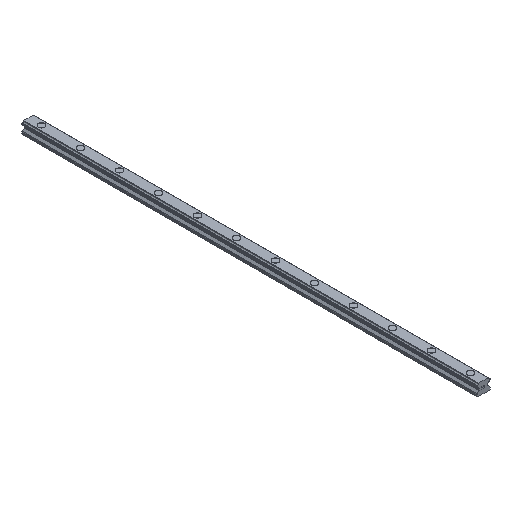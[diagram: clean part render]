
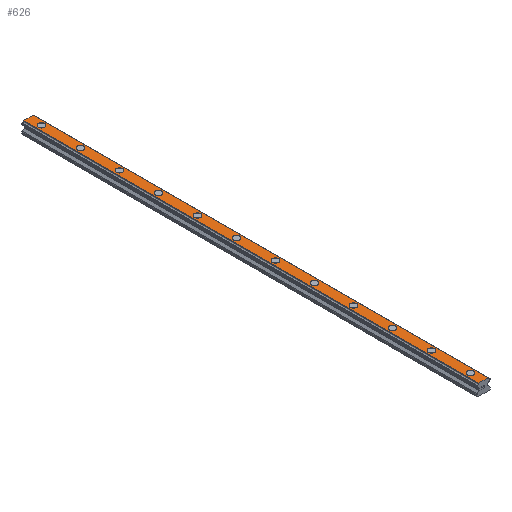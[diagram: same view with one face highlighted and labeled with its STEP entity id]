
A CAD part, isometric view. The second image highlights one B-rep face of the part: STEP entity #626.
In plain terms, the highlighted planar face has unit normal (0, 0, 1).
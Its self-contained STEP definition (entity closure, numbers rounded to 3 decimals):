
#626=ADVANCED_FACE('',(#1283,#1284,#1285,#1286,#1287,#1288,#1289,#1290,#1291,#1292,#1293,#1294,#1295),#1296,.T.);
#1283=FACE_BOUND('',#1976,.T.);
#1284=FACE_BOUND('',#1977,.T.);
#1285=FACE_BOUND('',#1978,.T.);
#1286=FACE_BOUND('',#1979,.T.);
#1287=FACE_BOUND('',#1980,.T.);
#1288=FACE_BOUND('',#1981,.T.);
#1289=FACE_BOUND('',#1982,.T.);
#1290=FACE_BOUND('',#1983,.T.);
#1291=FACE_BOUND('',#1984,.T.);
#1292=FACE_BOUND('',#1985,.T.);
#1293=FACE_BOUND('',#1986,.T.);
#1294=FACE_BOUND('',#1987,.T.);
#1295=FACE_OUTER_BOUND('',#1988,.T.);
#1296=PLANE('',#1989);
#1976=EDGE_LOOP('',(#3742,#3743));
#1977=EDGE_LOOP('',(#3744,#3745));
#1978=EDGE_LOOP('',(#3746,#3747));
#1979=EDGE_LOOP('',(#3748,#3749));
#1980=EDGE_LOOP('',(#3750,#3751));
#1981=EDGE_LOOP('',(#3752,#3753));
#1982=EDGE_LOOP('',(#3754,#3755));
#1983=EDGE_LOOP('',(#3756,#3757));
#1984=EDGE_LOOP('',(#3758,#3759));
#1985=EDGE_LOOP('',(#3760,#3761));
#1986=EDGE_LOOP('',(#3762,#3763));
#1987=EDGE_LOOP('',(#3764,#3765));
#1988=EDGE_LOOP('',(#3766,#3767,#3768,#3769));
#1989=AXIS2_PLACEMENT_3D('',#3770,#3771,#3772);
#3742=ORIENTED_EDGE('',*,*,#4083,.T.);
#3743=ORIENTED_EDGE('',*,*,#4545,.T.);
#3744=ORIENTED_EDGE('',*,*,#4073,.T.);
#3745=ORIENTED_EDGE('',*,*,#4551,.T.);
#3746=ORIENTED_EDGE('',*,*,#4063,.T.);
#3747=ORIENTED_EDGE('',*,*,#4557,.T.);
#3748=ORIENTED_EDGE('',*,*,#4053,.T.);
#3749=ORIENTED_EDGE('',*,*,#4563,.T.);
#3750=ORIENTED_EDGE('',*,*,#4043,.T.);
#3751=ORIENTED_EDGE('',*,*,#4569,.T.);
#3752=ORIENTED_EDGE('',*,*,#4033,.T.);
#3753=ORIENTED_EDGE('',*,*,#4575,.T.);
#3754=ORIENTED_EDGE('',*,*,#4023,.T.);
#3755=ORIENTED_EDGE('',*,*,#4581,.T.);
#3756=ORIENTED_EDGE('',*,*,#4013,.T.);
#3757=ORIENTED_EDGE('',*,*,#4587,.T.);
#3758=ORIENTED_EDGE('',*,*,#4003,.T.);
#3759=ORIENTED_EDGE('',*,*,#4593,.T.);
#3760=ORIENTED_EDGE('',*,*,#3993,.T.);
#3761=ORIENTED_EDGE('',*,*,#4599,.T.);
#3762=ORIENTED_EDGE('',*,*,#3983,.T.);
#3763=ORIENTED_EDGE('',*,*,#4605,.T.);
#3764=ORIENTED_EDGE('',*,*,#3973,.T.);
#3765=ORIENTED_EDGE('',*,*,#4611,.T.);
#3766=ORIENTED_EDGE('',*,*,#4524,.T.);
#3767=ORIENTED_EDGE('',*,*,#4658,.F.);
#3768=ORIENTED_EDGE('',*,*,#4394,.F.);
#3769=ORIENTED_EDGE('',*,*,#4656,.T.);
#3770=CARTESIAN_POINT('',(0.0,700.0,17.5));
#3771=DIRECTION('',(0.0,0.0,1.0));
#3772=DIRECTION('',(-1.0,0.0,-0.0));
#3973=EDGE_CURVE('',#4714,#4711,#4715,.T.);
#3983=EDGE_CURVE('',#4732,#4729,#4733,.T.);
#3993=EDGE_CURVE('',#4750,#4747,#4751,.T.);
#4003=EDGE_CURVE('',#4768,#4765,#4769,.T.);
#4013=EDGE_CURVE('',#4786,#4783,#4787,.T.);
#4023=EDGE_CURVE('',#4804,#4801,#4805,.T.);
#4033=EDGE_CURVE('',#4822,#4819,#4823,.T.);
#4043=EDGE_CURVE('',#4840,#4837,#4841,.T.);
#4053=EDGE_CURVE('',#4858,#4855,#4859,.T.);
#4063=EDGE_CURVE('',#4876,#4873,#4877,.T.);
#4073=EDGE_CURVE('',#4894,#4891,#4895,.T.);
#4083=EDGE_CURVE('',#4912,#4909,#4913,.T.);
#4394=EDGE_CURVE('',#5369,#5371,#5372,.T.);
#4524=EDGE_CURVE('',#5586,#5584,#5587,.T.);
#4545=EDGE_CURVE('',#4909,#4912,#5626,.T.);
#4551=EDGE_CURVE('',#4891,#4894,#5632,.T.);
#4557=EDGE_CURVE('',#4873,#4876,#5638,.T.);
#4563=EDGE_CURVE('',#4855,#4858,#5644,.T.);
#4569=EDGE_CURVE('',#4837,#4840,#5650,.T.);
#4575=EDGE_CURVE('',#4819,#4822,#5656,.T.);
#4581=EDGE_CURVE('',#4801,#4804,#5662,.T.);
#4587=EDGE_CURVE('',#4783,#4786,#5668,.T.);
#4593=EDGE_CURVE('',#4765,#4768,#5674,.T.);
#4599=EDGE_CURVE('',#4747,#4750,#5680,.T.);
#4605=EDGE_CURVE('',#4729,#4732,#5686,.T.);
#4611=EDGE_CURVE('',#4711,#4714,#5692,.T.);
#4656=EDGE_CURVE('',#5369,#5586,#5737,.T.);
#4658=EDGE_CURVE('',#5371,#5584,#5739,.T.);
#4711=VERTEX_POINT('',#5794);
#4714=VERTEX_POINT('',#5798);
#4715=CIRCLE('',#5799,4.75);
#4729=VERTEX_POINT('',#5816);
#4732=VERTEX_POINT('',#5820);
#4733=CIRCLE('',#5821,4.75);
#4747=VERTEX_POINT('',#5838);
#4750=VERTEX_POINT('',#5842);
#4751=CIRCLE('',#5843,4.75);
#4765=VERTEX_POINT('',#5860);
#4768=VERTEX_POINT('',#5864);
#4769=CIRCLE('',#5865,4.75);
#4783=VERTEX_POINT('',#5882);
#4786=VERTEX_POINT('',#5886);
#4787=CIRCLE('',#5887,4.75);
#4801=VERTEX_POINT('',#5904);
#4804=VERTEX_POINT('',#5908);
#4805=CIRCLE('',#5909,4.75);
#4819=VERTEX_POINT('',#5926);
#4822=VERTEX_POINT('',#5930);
#4823=CIRCLE('',#5931,4.75);
#4837=VERTEX_POINT('',#5948);
#4840=VERTEX_POINT('',#5952);
#4841=CIRCLE('',#5953,4.75);
#4855=VERTEX_POINT('',#5970);
#4858=VERTEX_POINT('',#5974);
#4859=CIRCLE('',#5975,4.75);
#4873=VERTEX_POINT('',#5992);
#4876=VERTEX_POINT('',#5996);
#4877=CIRCLE('',#5997,4.75);
#4891=VERTEX_POINT('',#6014);
#4894=VERTEX_POINT('',#6018);
#4895=CIRCLE('',#6019,4.75);
#4909=VERTEX_POINT('',#6036);
#4912=VERTEX_POINT('',#6040);
#4913=CIRCLE('',#6041,4.75);
#5369=VERTEX_POINT('',#6645);
#5371=VERTEX_POINT('',#6648);
#5372=LINE('',#6649,#6650);
#5584=VERTEX_POINT('',#6944);
#5586=VERTEX_POINT('',#6947);
#5587=LINE('',#6948,#6949);
#5626=CIRCLE('',#6996,4.75);
#5632=CIRCLE('',#7002,4.75);
#5638=CIRCLE('',#7008,4.75);
#5644=CIRCLE('',#7014,4.75);
#5650=CIRCLE('',#7020,4.75);
#5656=CIRCLE('',#7026,4.75);
#5662=CIRCLE('',#7032,4.75);
#5668=CIRCLE('',#7038,4.75);
#5674=CIRCLE('',#7044,4.75);
#5680=CIRCLE('',#7050,4.75);
#5686=CIRCLE('',#7056,4.75);
#5692=CIRCLE('',#7062,4.75);
#5737=LINE('',#7127,#7128);
#5739=LINE('',#7130,#7131);
#5794=CARTESIAN_POINT('',(4.75,20.0,17.5));
#5798=CARTESIAN_POINT('',(-4.75,20.0,17.5));
#5799=AXIS2_PLACEMENT_3D('',#7203,#7204,#7205);
#5816=CARTESIAN_POINT('',(4.75,80.0,17.5));
#5820=CARTESIAN_POINT('',(-4.75,80.0,17.5));
#5821=AXIS2_PLACEMENT_3D('',#7219,#7220,#7221);
#5838=CARTESIAN_POINT('',(4.75,140.0,17.5));
#5842=CARTESIAN_POINT('',(-4.75,140.0,17.5));
#5843=AXIS2_PLACEMENT_3D('',#7235,#7236,#7237);
#5860=CARTESIAN_POINT('',(4.75,200.0,17.5));
#5864=CARTESIAN_POINT('',(-4.75,200.0,17.5));
#5865=AXIS2_PLACEMENT_3D('',#7251,#7252,#7253);
#5882=CARTESIAN_POINT('',(4.75,260.0,17.5));
#5886=CARTESIAN_POINT('',(-4.75,260.0,17.5));
#5887=AXIS2_PLACEMENT_3D('',#7267,#7268,#7269);
#5904=CARTESIAN_POINT('',(4.75,320.0,17.5));
#5908=CARTESIAN_POINT('',(-4.75,320.0,17.5));
#5909=AXIS2_PLACEMENT_3D('',#7283,#7284,#7285);
#5926=CARTESIAN_POINT('',(4.75,380.0,17.5));
#5930=CARTESIAN_POINT('',(-4.75,380.0,17.5));
#5931=AXIS2_PLACEMENT_3D('',#7299,#7300,#7301);
#5948=CARTESIAN_POINT('',(4.75,440.0,17.5));
#5952=CARTESIAN_POINT('',(-4.75,440.0,17.5));
#5953=AXIS2_PLACEMENT_3D('',#7315,#7316,#7317);
#5970=CARTESIAN_POINT('',(4.75,500.0,17.5));
#5974=CARTESIAN_POINT('',(-4.75,500.0,17.5));
#5975=AXIS2_PLACEMENT_3D('',#7331,#7332,#7333);
#5992=CARTESIAN_POINT('',(4.75,560.0,17.5));
#5996=CARTESIAN_POINT('',(-4.75,560.0,17.5));
#5997=AXIS2_PLACEMENT_3D('',#7347,#7348,#7349);
#6014=CARTESIAN_POINT('',(4.75,620.0,17.5));
#6018=CARTESIAN_POINT('',(-4.75,620.0,17.5));
#6019=AXIS2_PLACEMENT_3D('',#7363,#7364,#7365);
#6036=CARTESIAN_POINT('',(4.75,680.0,17.5));
#6040=CARTESIAN_POINT('',(-4.75,680.0,17.5));
#6041=AXIS2_PLACEMENT_3D('',#7379,#7380,#7381);
#6645=CARTESIAN_POINT('',(-7.231,700.0,17.5));
#6648=CARTESIAN_POINT('',(7.231,700.0,17.5));
#6649=CARTESIAN_POINT('',(-7.231,700.0,17.5));
#6650=VECTOR('',#7747,1.0);
#6944=CARTESIAN_POINT('',(7.231,0.0,17.5));
#6947=CARTESIAN_POINT('',(-7.231,0.0,17.5));
#6948=CARTESIAN_POINT('',(-7.231,0.0,17.5));
#6949=VECTOR('',#7897,1.0);
#6996=AXIS2_PLACEMENT_3D('',#7939,#7940,#7941);
#7002=AXIS2_PLACEMENT_3D('',#7948,#7949,#7950);
#7008=AXIS2_PLACEMENT_3D('',#7957,#7958,#7959);
#7014=AXIS2_PLACEMENT_3D('',#7966,#7967,#7968);
#7020=AXIS2_PLACEMENT_3D('',#7975,#7976,#7977);
#7026=AXIS2_PLACEMENT_3D('',#7984,#7985,#7986);
#7032=AXIS2_PLACEMENT_3D('',#7993,#7994,#7995);
#7038=AXIS2_PLACEMENT_3D('',#8002,#8003,#8004);
#7044=AXIS2_PLACEMENT_3D('',#8011,#8012,#8013);
#7050=AXIS2_PLACEMENT_3D('',#8020,#8021,#8022);
#7056=AXIS2_PLACEMENT_3D('',#8029,#8030,#8031);
#7062=AXIS2_PLACEMENT_3D('',#8038,#8039,#8040);
#7127=CARTESIAN_POINT('',(-7.231,700.0,17.5));
#7128=VECTOR('',#8067,1.0);
#7130=CARTESIAN_POINT('',(7.231,700.0,17.5));
#7131=VECTOR('',#8068,1.0);
#7203=CARTESIAN_POINT('',(0.0,20.0,17.5));
#7204=DIRECTION('',(0.0,0.0,-1.0));
#7205=DIRECTION('',(1.0,0.0,0.0));
#7219=CARTESIAN_POINT('',(0.0,80.0,17.5));
#7220=DIRECTION('',(0.0,0.0,-1.0));
#7221=DIRECTION('',(1.0,0.0,0.0));
#7235=CARTESIAN_POINT('',(0.0,140.0,17.5));
#7236=DIRECTION('',(0.0,0.0,-1.0));
#7237=DIRECTION('',(1.0,0.0,0.0));
#7251=CARTESIAN_POINT('',(0.0,200.0,17.5));
#7252=DIRECTION('',(0.0,0.0,-1.0));
#7253=DIRECTION('',(1.0,0.0,0.0));
#7267=CARTESIAN_POINT('',(0.0,260.0,17.5));
#7268=DIRECTION('',(0.0,0.0,-1.0));
#7269=DIRECTION('',(1.0,0.0,0.0));
#7283=CARTESIAN_POINT('',(0.0,320.0,17.5));
#7284=DIRECTION('',(0.0,0.0,-1.0));
#7285=DIRECTION('',(1.0,0.0,0.0));
#7299=CARTESIAN_POINT('',(0.0,380.0,17.5));
#7300=DIRECTION('',(0.0,0.0,-1.0));
#7301=DIRECTION('',(1.0,0.0,0.0));
#7315=CARTESIAN_POINT('',(0.0,440.0,17.5));
#7316=DIRECTION('',(0.0,0.0,-1.0));
#7317=DIRECTION('',(1.0,0.0,0.0));
#7331=CARTESIAN_POINT('',(0.0,500.0,17.5));
#7332=DIRECTION('',(0.0,0.0,-1.0));
#7333=DIRECTION('',(1.0,0.0,0.0));
#7347=CARTESIAN_POINT('',(0.0,560.0,17.5));
#7348=DIRECTION('',(0.0,0.0,-1.0));
#7349=DIRECTION('',(1.0,0.0,0.0));
#7363=CARTESIAN_POINT('',(0.0,620.0,17.5));
#7364=DIRECTION('',(0.0,0.0,-1.0));
#7365=DIRECTION('',(1.0,0.0,0.0));
#7379=CARTESIAN_POINT('',(0.0,680.0,17.5));
#7380=DIRECTION('',(0.0,0.0,-1.0));
#7381=DIRECTION('',(1.0,0.0,0.0));
#7747=DIRECTION('',(1.0,0.0,0.0));
#7897=DIRECTION('',(1.0,0.0,0.0));
#7939=CARTESIAN_POINT('',(0.0,680.0,17.5));
#7940=DIRECTION('',(0.0,0.0,-1.0));
#7941=DIRECTION('',(1.0,0.0,0.0));
#7948=CARTESIAN_POINT('',(0.0,620.0,17.5));
#7949=DIRECTION('',(0.0,0.0,-1.0));
#7950=DIRECTION('',(1.0,0.0,0.0));
#7957=CARTESIAN_POINT('',(0.0,560.0,17.5));
#7958=DIRECTION('',(0.0,0.0,-1.0));
#7959=DIRECTION('',(1.0,0.0,0.0));
#7966=CARTESIAN_POINT('',(0.0,500.0,17.5));
#7967=DIRECTION('',(0.0,0.0,-1.0));
#7968=DIRECTION('',(1.0,0.0,0.0));
#7975=CARTESIAN_POINT('',(0.0,440.0,17.5));
#7976=DIRECTION('',(0.0,0.0,-1.0));
#7977=DIRECTION('',(1.0,0.0,0.0));
#7984=CARTESIAN_POINT('',(0.0,380.0,17.5));
#7985=DIRECTION('',(0.0,0.0,-1.0));
#7986=DIRECTION('',(1.0,0.0,0.0));
#7993=CARTESIAN_POINT('',(0.0,320.0,17.5));
#7994=DIRECTION('',(0.0,0.0,-1.0));
#7995=DIRECTION('',(1.0,0.0,0.0));
#8002=CARTESIAN_POINT('',(0.0,260.0,17.5));
#8003=DIRECTION('',(0.0,0.0,-1.0));
#8004=DIRECTION('',(1.0,0.0,0.0));
#8011=CARTESIAN_POINT('',(0.0,200.0,17.5));
#8012=DIRECTION('',(0.0,0.0,-1.0));
#8013=DIRECTION('',(1.0,0.0,0.0));
#8020=CARTESIAN_POINT('',(0.0,140.0,17.5));
#8021=DIRECTION('',(0.0,0.0,-1.0));
#8022=DIRECTION('',(1.0,0.0,0.0));
#8029=CARTESIAN_POINT('',(0.0,80.0,17.5));
#8030=DIRECTION('',(0.0,0.0,-1.0));
#8031=DIRECTION('',(1.0,0.0,0.0));
#8038=CARTESIAN_POINT('',(0.0,20.0,17.5));
#8039=DIRECTION('',(0.0,0.0,-1.0));
#8040=DIRECTION('',(1.0,0.0,0.0));
#8067=DIRECTION('',(0.0,-1.0,0.0));
#8068=DIRECTION('',(0.0,-1.0,0.0));
